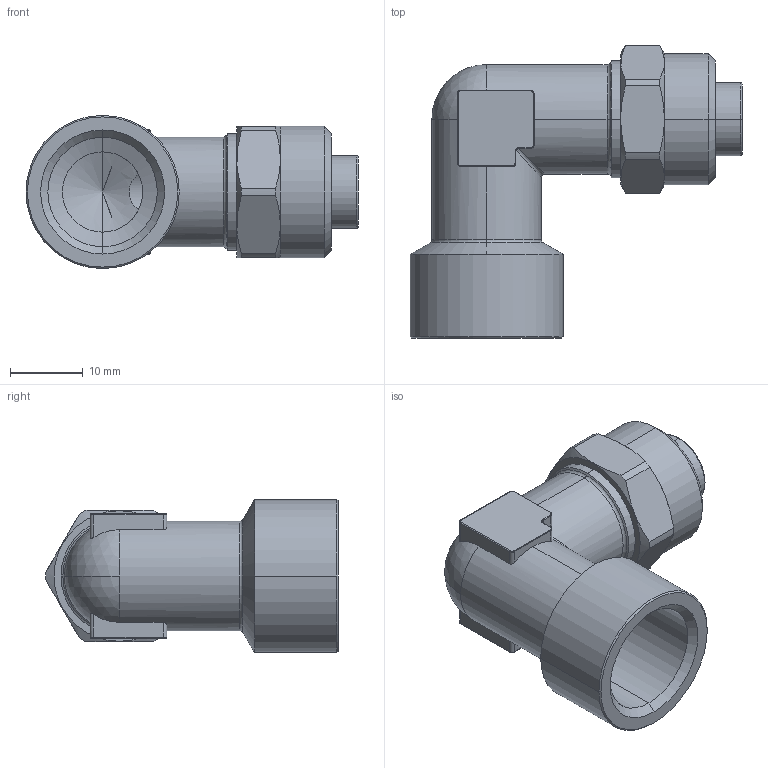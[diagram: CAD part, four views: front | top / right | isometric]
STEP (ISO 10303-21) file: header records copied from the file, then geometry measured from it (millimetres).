
FILE_DESCRIPTION (( 'STEP AP203' ), '1' );
FILE_NAME ('02070063.STEP', '2011-09-28T12:12:54', ( '' ), ( 'sopra-pneumatic' ), 'SwSTEP 2.0', 'SolidWorks 2011', '' );
FILE_SCHEMA (( 'CONFIG_CONTROL_DESIGN' ));
Length unit declared in the file: millimetre
Products named in the file (1): 02070063
Bounding box: 45.5 x 40.1 x 21 mm (x, y, z)
Volume: 8507.3 mm3; surface area: 6338.1 mm2
Topology: 1 solids, 1 shells, 124 faces, 298 edges, 177 vertices
Faces by surface type: cylinder 52, cone 26, plane 25, torus 18, sphere 2, bspline 1
Entity records: 3956 total; most frequent: CARTESIAN_POINT 987, DIRECTION 646, ORIENTED_EDGE 592, EDGE_CURVE 296, AXIS2_PLACEMENT_3D 268, VERTEX_POINT 177, CIRCLE 144, EDGE_LOOP 129
